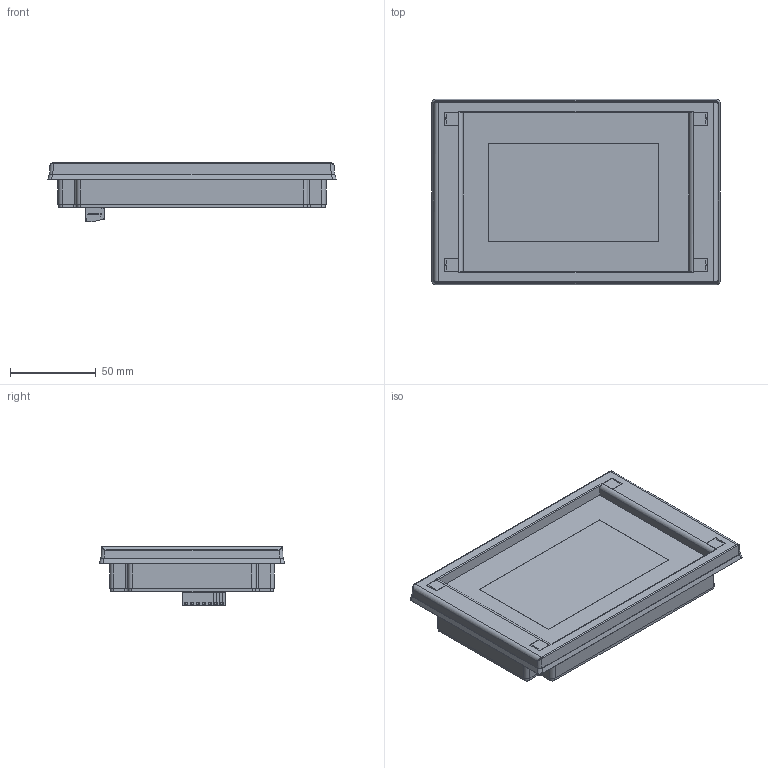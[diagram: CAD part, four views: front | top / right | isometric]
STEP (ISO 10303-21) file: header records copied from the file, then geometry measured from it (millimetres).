
FILE_DESCRIPTION(('STEP AP203'), '1');
FILE_NAME('Ñá_3d_ïóëüò ÑÐ6921_7 êîíò', '', ('UNSPECIFIED'), ('UNSPECIFIED'), 'ASCON STEP Converter 1.6', 'ASCON Math Kernel', '');
FILE_SCHEMA(('CONFIG_CONTROL_DESIGN'));
Length unit declared in the file: millimetre
Products named in the file (10): Baugruppe1; 1003602_3Dsym; PART1; 1003976_3Dsym; 1003678_3Dsym; Крышка_СКБИ.016-20_7 конт.; Клемма 7 конт.
Assembly tree (12 placements, depth 4):
  (unnamed)
    Baugruppe1
      1003602_3Dsym
        PART1
      1003976_3Dsym
        PART1
      1003678_3Dsym  x4
        PART1
    Крышка_СКБИ.016-20_7 конт.
    Клемма 7 конт.
Bounding box: 167.81 x 107.81 x 34.5 mm (x, y, z)
Volume: 124789.6 mm3; surface area: 114937.5 mm2
Topology: 10 solids, 13 shells, 1825 faces, 4974 edges, 3274 vertices
Faces by surface type: plane 1394, cylinder 329, bspline 92, cone 10
Full cylindrical faces by diameter (mm): 2 x8, 2.4 x10, 2.87 x6, 2.95 x16, 3.5 x4, 4 x4, 6 x4, 6.5 x4, 10 x4
Entity records: 80430 total; most frequent: CARTESIAN_POINT 22643, ORIENTED_EDGE 9362, DIRECTION 8192, EDGE_CURVE 4681, LINE 3720, VECTOR 3720, VERTEX_POINT 3128, AXIS2_PLACEMENT_3D 2236
